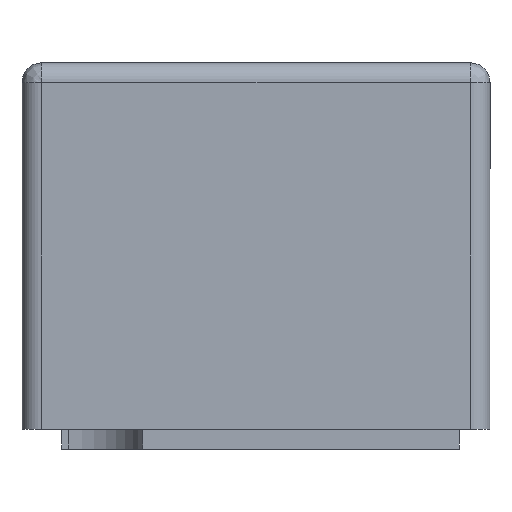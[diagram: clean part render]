
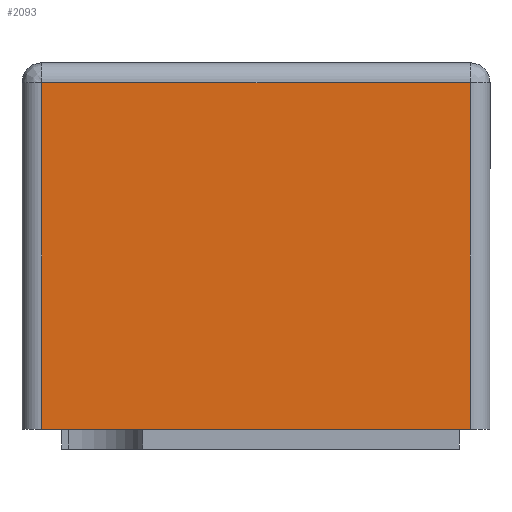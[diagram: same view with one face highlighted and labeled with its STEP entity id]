
A CAD part, left-side view. The second image highlights one B-rep face of the part: STEP entity #2093.
In plain terms, the highlighted planar face has unit normal (-1, 0, 0).
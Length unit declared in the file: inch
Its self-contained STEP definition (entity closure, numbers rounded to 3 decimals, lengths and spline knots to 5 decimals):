
#77 = ORIENTED_EDGE ( 'NONE', *, *, #7814, .F. ) ;
#266 = CARTESIAN_POINT ( 'NONE',  ( 0., -0.001, 0.0175 ) ) ;
#447 = PLANE ( 'NONE',  #5981 ) ;
#696 = VERTEX_POINT ( 'NONE', #6031 ) ;
#748 = VERTEX_POINT ( 'NONE', #266 ) ;
#1172 = DIRECTION ( 'NONE',  ( -1., 0., 0. ) ) ;
#1442 = LINE ( 'NONE', #6355, #5049 ) ;
#1885 = VECTOR ( 'NONE', #5541, 39.37008 ) ;
#2044 = DIRECTION ( 'NONE',  ( 0., 0., -1. ) ) ;
#2093 = ADVANCED_FACE ( 'NONE', ( #6553 ), #447, .T. ) ;
#2275 = LINE ( 'NONE', #3910, #5083 ) ;
#2501 = ORIENTED_EDGE ( 'NONE', *, *, #3021, .T. ) ;
#2527 = VECTOR ( 'NONE', #2044, 39.37008 ) ;
#2901 = DIRECTION ( 'NONE',  ( 0., 0., 1. ) ) ;
#3021 = EDGE_CURVE ( 'NONE', #5654, #696, #2275, .T. ) ;
#3249 = ORIENTED_EDGE ( 'NONE', *, *, #3328, .T. ) ;
#3328 = EDGE_CURVE ( 'NONE', #748, #5654, #7596, .T. ) ;
#3365 = ORIENTED_EDGE ( 'NONE', *, *, #5207, .T. ) ;
#3910 = CARTESIAN_POINT ( 'NONE',  ( 0., -0.02362, 0. ) ) ;
#4552 = CARTESIAN_POINT ( 'NONE',  ( 0., -0.02262, 0.0175 ) ) ;
#5049 = VECTOR ( 'NONE', #5132, 39.37008 ) ;
#5074 = EDGE_LOOP ( 'NONE', ( #3365, #77, #3249, #2501 ) ) ;
#5083 = VECTOR ( 'NONE', #6000, 39.37008 ) ;
#5132 = DIRECTION ( 'NONE',  ( 0., -1., 0. ) ) ;
#5207 = EDGE_CURVE ( 'NONE', #696, #7748, #6800, .T. ) ;
#5375 = CARTESIAN_POINT ( 'NONE',  ( 0., -0.001, 0. ) ) ;
#5541 = DIRECTION ( 'NONE',  ( 0., 0., 1. ) ) ;
#5654 = VERTEX_POINT ( 'NONE', #5375 ) ;
#5981 = AXIS2_PLACEMENT_3D ( 'NONE', #5989, #1172, #2901 ) ;
#5989 = CARTESIAN_POINT ( 'NONE',  ( 0., -0.02362, 0. ) ) ;
#6000 = DIRECTION ( 'NONE',  ( 0., -1., 0. ) ) ;
#6031 = CARTESIAN_POINT ( 'NONE',  ( 0., -0.02262, 0. ) ) ;
#6355 = CARTESIAN_POINT ( 'NONE',  ( 0., -0.01772, 0.0175 ) ) ;
#6553 = FACE_OUTER_BOUND ( 'NONE', #5074, .T. ) ;
#6800 = LINE ( 'NONE', #7934, #1885 ) ;
#7028 = CARTESIAN_POINT ( 'NONE',  ( 0., -0.001, 0. ) ) ;
#7596 = LINE ( 'NONE', #7028, #2527 ) ;
#7748 = VERTEX_POINT ( 'NONE', #4552 ) ;
#7814 = EDGE_CURVE ( 'NONE', #748, #7748, #1442, .T. ) ;
#7934 = CARTESIAN_POINT ( 'NONE',  ( 0., -0.02262, 0. ) ) ;
